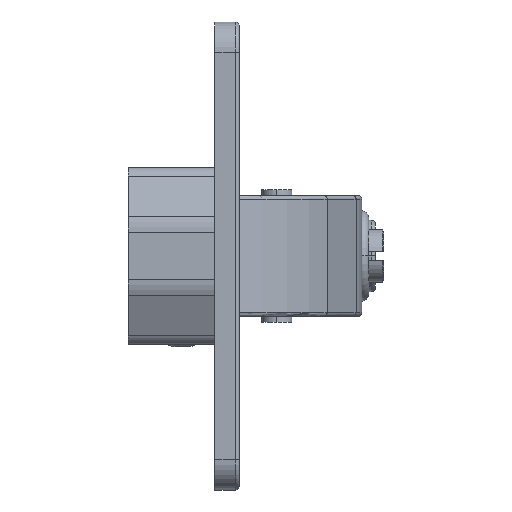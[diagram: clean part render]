
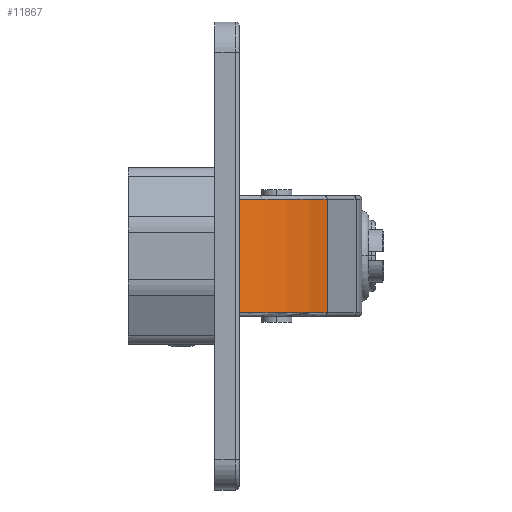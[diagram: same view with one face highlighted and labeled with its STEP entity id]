
A CAD part, left-side view. The second image highlights one B-rep face of the part: STEP entity #11867.
In plain terms, the highlighted cylindrical face has radius 25.52 mm (diameter 51.04 mm), a partial arc.
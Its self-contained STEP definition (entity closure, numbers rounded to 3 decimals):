
#161 = VERTEX_POINT ( 'NONE', #12067 ) ;
#179 = EDGE_LOOP ( 'NONE', ( #12148, #1581, #9217, #9655 ) ) ;
#323 = AXIS2_PLACEMENT_3D ( 'NONE', #5361, #12644, #12707 ) ;
#921 = EDGE_CURVE ( 'NONE', #4179, #7431, #1637, .T. ) ;
#1046 = CARTESIAN_POINT ( 'NONE',  ( -54.59, -20.852, 8. ) ) ;
#1485 = EDGE_CURVE ( 'NONE', #8033, #161, #3760, .T. ) ;
#1575 = EDGE_CURVE ( 'NONE', #161, #4179, #3984, .T. ) ;
#1581 = ORIENTED_EDGE ( 'NONE', *, *, #921, .T. ) ;
#1637 = CIRCLE ( 'NONE', #323, 25.52 ) ;
#1985 = DIRECTION ( 'NONE',  ( 0., 0., -1. ) ) ;
#2799 = CYLINDRICAL_SURFACE ( 'NONE', #8775, 25.52 ) ;
#3324 = VECTOR ( 'NONE', #6135, 1000. ) ;
#3541 = EDGE_CURVE ( 'NONE', #8033, #7431, #10282, .T. ) ;
#3760 = CIRCLE ( 'NONE', #8278, 25.52 ) ;
#3984 = LINE ( 'NONE', #6954, #3324 ) ;
#4179 = VERTEX_POINT ( 'NONE', #7878 ) ;
#4652 = VECTOR ( 'NONE', #1985, 1000. ) ;
#4984 = CARTESIAN_POINT ( 'NONE',  ( -54.59, -20.852, 7.5 ) ) ;
#5361 = CARTESIAN_POINT ( 'NONE',  ( -29.76, -26.745, -7.5 ) ) ;
#5821 = CARTESIAN_POINT ( 'NONE',  ( -29.76, -26.745, 8. ) ) ;
#5947 = DIRECTION ( 'NONE',  ( 0., 0., -1. ) ) ;
#6135 = DIRECTION ( 'NONE',  ( 0., 0., -1. ) ) ;
#6954 = CARTESIAN_POINT ( 'NONE',  ( -42.171, -4.446, 8. ) ) ;
#7431 = VERTEX_POINT ( 'NONE', #9815 ) ;
#7878 = CARTESIAN_POINT ( 'NONE',  ( -42.171, -4.446, -7.5 ) ) ;
#8033 = VERTEX_POINT ( 'NONE', #4984 ) ;
#8278 = AXIS2_PLACEMENT_3D ( 'NONE', #13283, #5947, #9180 ) ;
#8775 = AXIS2_PLACEMENT_3D ( 'NONE', #5821, #9186, #9048 ) ;
#9048 = DIRECTION ( 'NONE',  ( -1., 0., 0. ) ) ;
#9180 = DIRECTION ( 'NONE',  ( 1., 0., 0. ) ) ;
#9186 = DIRECTION ( 'NONE',  ( 0., 0., -1. ) ) ;
#9217 = ORIENTED_EDGE ( 'NONE', *, *, #3541, .F. ) ;
#9655 = ORIENTED_EDGE ( 'NONE', *, *, #1485, .T. ) ;
#9815 = CARTESIAN_POINT ( 'NONE',  ( -54.59, -20.852, -7.5 ) ) ;
#10282 = LINE ( 'NONE', #1046, #4652 ) ;
#11867 = ADVANCED_FACE ( 'NONE', ( #12282 ), #2799, .T. ) ;
#12067 = CARTESIAN_POINT ( 'NONE',  ( -42.171, -4.446, 7.5 ) ) ;
#12148 = ORIENTED_EDGE ( 'NONE', *, *, #1575, .T. ) ;
#12282 = FACE_OUTER_BOUND ( 'NONE', #179, .T. ) ;
#12644 = DIRECTION ( 'NONE',  ( 0., 0., 1. ) ) ;
#12707 = DIRECTION ( 'NONE',  ( 1., 0., 0. ) ) ;
#13283 = CARTESIAN_POINT ( 'NONE',  ( -29.76, -26.745, 7.5 ) ) ;
